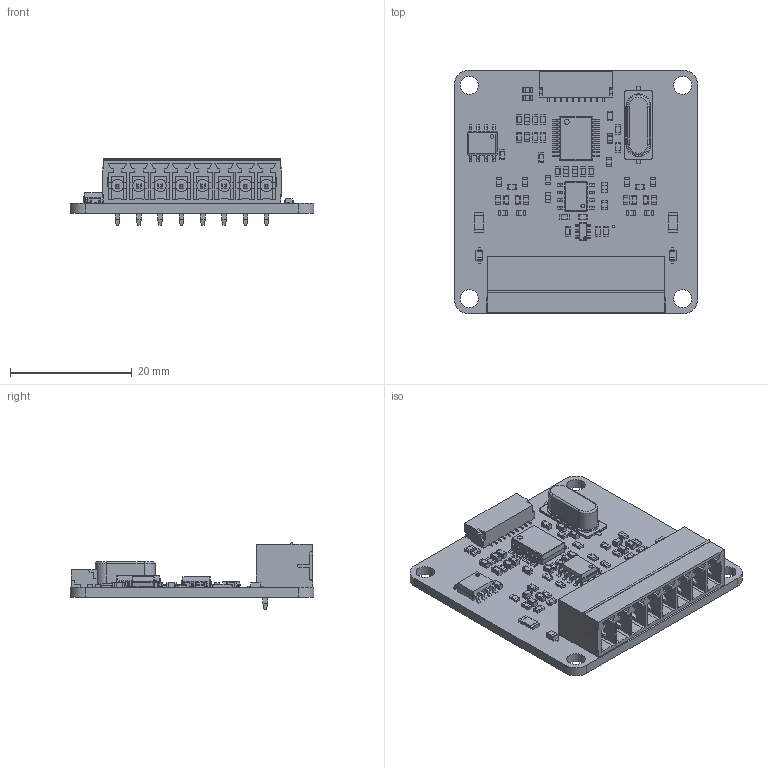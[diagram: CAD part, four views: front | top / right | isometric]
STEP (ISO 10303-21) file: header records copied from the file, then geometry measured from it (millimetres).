
FILE_DESCRIPTION(('FreeCAD Model'),'2;1');
FILE_NAME('industrial_dual_analog_in.step','2017-07-31T12:24:43',('kicad StepUp'),('ksu MCAD' ),'Open CASCADE STEP processor 6.8','FreeCAD','Unknown');
FILE_SCHEMA(('AUTOMOTIVE_DESIGN_CC2 { 1 2 10303 214 -1 1 5 4 }'));
Length unit declared in the file: millimetre
Products named in the file (61): Pcb; soic_8_39x49_p127_; soic_8_39x49_p127_001; 8er_Phoenix_Buchse_; SM10B-SRSS_; SOD323F_; SOD323F_001; C_0603_; C_0603_001; C_0603_002; C_0603_003; C_0603_004; C_0603_005; C_0603_006; C_0603_007; C_0603_008; C_0603_009; C_0603_010; C_0603_011; C_0603_012; C_0603_013; C_0603_014; C_0603_015; C_0603_016; C_0603_017; C_0603_018; C_0603_019; C_0603_020; F_1206_; F_1206_001; C_0603_021; C_0603_022; C_0603_023; R_0603_; R_0603_001; R_0603_002; R_0603_003; R_0603_004; R_0603_005; R_0603_006 ...
Bounding box: 40 x 40 x 10.9 mm (x, y, z)
Volume: 3794.8 mm3; surface area: 7469.9 mm2
Topology: 63 solids, 63 shells, 3058 faces, 8169 edges, 5312 vertices
Faces by surface type: plane 2096, cylinder 862, bspline 72, sphere 16, torus 12
Full cylindrical faces by diameter (mm): 0.35 x1, 0.6 x2, 1.4 x8, 2 x8, 3 x4
Entity records: 116301 total; most frequent: CARTESIAN_POINT 17080, ORIENTED_EDGE 16306, DIRECTION 15739, EDGE_CURVE 8153, LINE 6357, VECTOR 6357, VERTEX_POINT 5312, AXIS2_PLACEMENT_3D 4691
